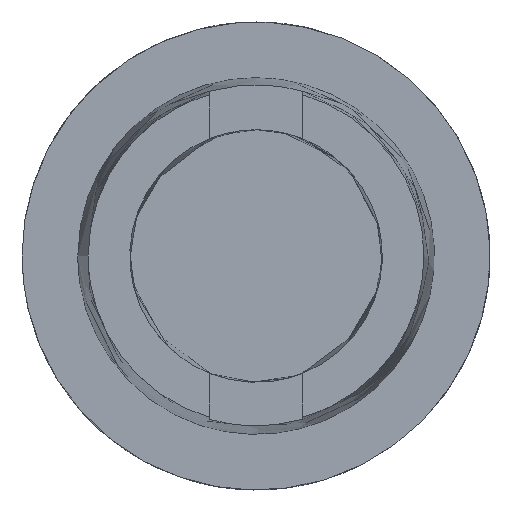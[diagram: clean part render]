
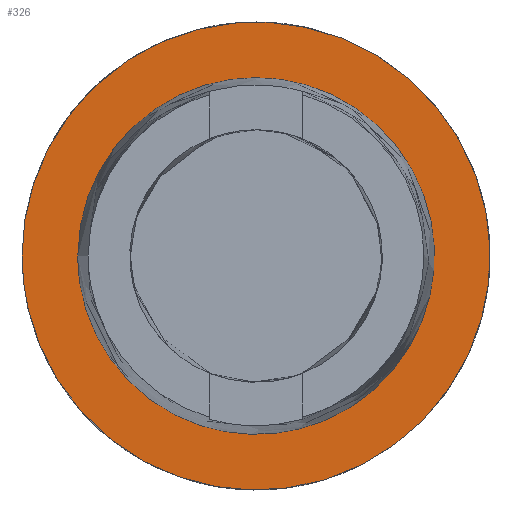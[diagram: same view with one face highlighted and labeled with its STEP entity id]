
A CAD part, left-side view. The second image highlights one B-rep face of the part: STEP entity #326.
In plain terms, the highlighted free-form (B-spline) face has degree [1, 1] with [2, 2] control points.
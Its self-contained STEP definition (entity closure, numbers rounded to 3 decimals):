
#289 = CARTESIAN_POINT ('', (0., 31.5, 0.));
#290 = VERTEX_POINT ('', #289);
#291 = CARTESIAN_POINT ('', (0., 31.5, 0.));
#292 = CARTESIAN_POINT ('', (0., 31.5, 31.5));
#293 = CARTESIAN_POINT ('', (0., 0., 31.5));
#294 = CARTESIAN_POINT ('', (0., -31.5, 31.5));
#295 = CARTESIAN_POINT ('', (0., -31.5, 0.));
#296 = CARTESIAN_POINT ('', (0., -31.5, -31.5));
#297 = CARTESIAN_POINT ('', (0., 0., -31.5));
#298 = CARTESIAN_POINT ('', (0., 31.5, -31.5));
#299 = CARTESIAN_POINT ('', (0., 31.5, 0.));
#300 = (
   BOUNDED_CURVE ()
   B_SPLINE_CURVE (2, (#291, #292, #293, #294, #295, #296, #297, #298, #299), .UNSPECIFIED., .T., .U.)
   B_SPLINE_CURVE_WITH_KNOTS ((3, 2, 2, 2, 3), (0., 0.25, 0.5, 0.75, 1.), .UNSPECIFIED.)
   CURVE ()
   GEOMETRIC_REPRESENTATION_ITEM ()
   RATIONAL_B_SPLINE_CURVE ((1., 0.707, 1., 0.707, 1., 0.707, 1., 0.707, 1.))
   REPRESENTATION_ITEM ('')
);
#301 = EDGE_CURVE ('', #290, #290, #300, .T.);
#302 = ORIENTED_EDGE ('', *, *, #301, .F.);
#303 = EDGE_LOOP ('', (#302));
#304 = FACE_OUTER_BOUND ('', #303, .T.);
#305 = CARTESIAN_POINT ('', (0., 24.005, 0.));
#306 = VERTEX_POINT ('', #305);
#307 = CARTESIAN_POINT ('', (0., 24.005, 0.));
#308 = CARTESIAN_POINT ('', (0., 24.005, 24.005));
#309 = CARTESIAN_POINT ('', (0., 0., 24.005));
#310 = CARTESIAN_POINT ('', (0., -24.005, 24.005));
#311 = CARTESIAN_POINT ('', (0., -24.005, 0.));
#312 = CARTESIAN_POINT ('', (0., -24.005, -24.005));
#313 = CARTESIAN_POINT ('', (0., 0., -24.005));
#314 = CARTESIAN_POINT ('', (0., 24.005, -24.005));
#315 = CARTESIAN_POINT ('', (0., 24.005, 0.));
#316 = (
   BOUNDED_CURVE ()
   B_SPLINE_CURVE (2, (#307, #308, #309, #310, #311, #312, #313, #314, #315), .UNSPECIFIED., .T., .U.)
   B_SPLINE_CURVE_WITH_KNOTS ((3, 2, 2, 2, 3), (0., 0.25, 0.5, 0.75, 1.), .UNSPECIFIED.)
   CURVE ()
   GEOMETRIC_REPRESENTATION_ITEM ()
   RATIONAL_B_SPLINE_CURVE ((1., 0.707, 1., 0.707, 1., 0.707, 1., 0.707, 1.))
   REPRESENTATION_ITEM ('')
);
#317 = EDGE_CURVE ('', #306, #306, #316, .T.);
#318 = ORIENTED_EDGE ('', *, *, #317, .T.);
#319 = EDGE_LOOP ('', (#318));
#320 = FACE_BOUND ('', #319, .T.);
#321 = CARTESIAN_POINT ('', (0., -31.5, -31.5));
#322 = CARTESIAN_POINT ('', (0., 31.5, -31.5));
#323 = CARTESIAN_POINT ('', (0., -31.5, 31.5));
#324 = CARTESIAN_POINT ('', (0., 31.5, 31.5));
#325 = B_SPLINE_SURFACE_WITH_KNOTS ('', 1, 1, ((#321, #322), (#323, #324)), .UNSPECIFIED., .F., .F., .U., (2, 2), (2, 2), (0.179, 0.821), (0.179, 0.821), .UNSPECIFIED.);
#326 = ADVANCED_FACE ('', (#304, #320), #325, .T.);
